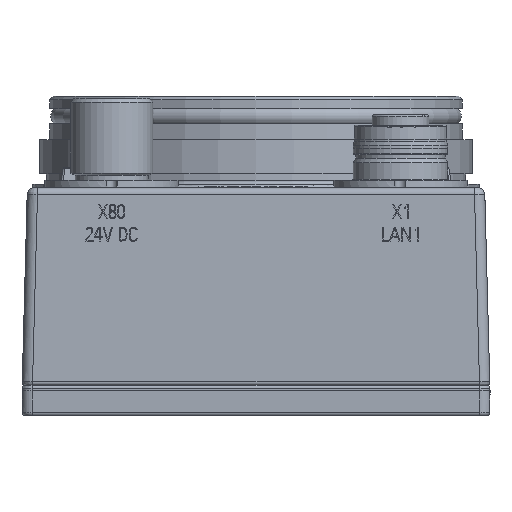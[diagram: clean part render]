
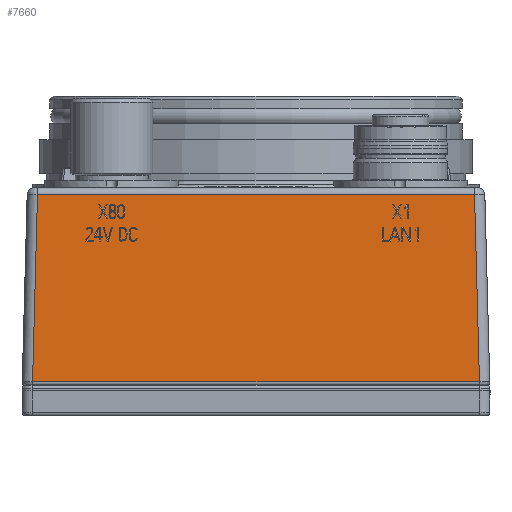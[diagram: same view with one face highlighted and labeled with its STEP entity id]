
A CAD part, front view. The second image highlights one B-rep face of the part: STEP entity #7660.
In plain terms, the highlighted planar face has unit normal (0, -1, 0.026).
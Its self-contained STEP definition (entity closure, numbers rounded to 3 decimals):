
#999 = CARTESIAN_POINT ( 'NONE',  ( -32.487, -53.031, 10.468 ) ) ;
#1017 = AXIS2_PLACEMENT_3D ( 'NONE', #34768, #29679, #48136 ) ;
#2456 = DIRECTION ( 'NONE',  ( 1., 0., 0. ) ) ;
#3073 = VECTOR ( 'NONE', #55914, 1000. ) ;
#6940 = DIRECTION ( 'NONE',  ( -1., 0., 0. ) ) ;
#7660 = ADVANCED_FACE ( 'NONE', ( #31516 ), #25246, .T. ) ;
#10697 = VERTEX_POINT ( 'NONE', #43216 ) ;
#11979 = ORIENTED_EDGE ( 'NONE', *, *, #41607, .T. ) ;
#17489 = LINE ( 'NONE', #24944, #29333 ) ;
#22329 = ORIENTED_EDGE ( 'NONE', *, *, #24336, .T. ) ;
#23185 = VECTOR ( 'NONE', #51027, 1000. ) ;
#23856 = LINE ( 'NONE', #31727, #23185 ) ;
#23864 = VERTEX_POINT ( 'NONE', #33878 ) ;
#24336 = EDGE_CURVE ( 'NONE', #26133, #39281, #17489, .T. ) ;
#24944 = CARTESIAN_POINT ( 'NONE',  ( 32.501, -53.031, 10.468 ) ) ;
#25246 = PLANE ( 'NONE',  #1017 ) ;
#25794 = EDGE_LOOP ( 'NONE', ( #31940, #22329, #11979, #37935 ) ) ;
#26133 = VERTEX_POINT ( 'NONE', #999 ) ;
#29241 = CARTESIAN_POINT ( 'NONE',  ( 0., -52.317, 37.746 ) ) ;
#29333 = VECTOR ( 'NONE', #2456, 1000. ) ;
#29679 = DIRECTION ( 'NONE',  ( 0., -1., 0.026 ) ) ;
#31516 = FACE_OUTER_BOUND ( 'NONE', #25794, .T. ) ;
#31727 = CARTESIAN_POINT ( 'NONE',  ( 32.702, -53.246, 2.251 ) ) ;
#31940 = ORIENTED_EDGE ( 'NONE', *, *, #47559, .T. ) ;
#33878 = CARTESIAN_POINT ( 'NONE',  ( -31.773, -52.317, 37.746 ) ) ;
#34768 = CARTESIAN_POINT ( 'NONE',  ( 0., -53.269, 1.395 ) ) ;
#35276 = VECTOR ( 'NONE', #6940, 1000. ) ;
#37655 = CARTESIAN_POINT ( 'NONE',  ( -32.702, -53.246, 2.251 ) ) ;
#37935 = ORIENTED_EDGE ( 'NONE', *, *, #44006, .T. ) ;
#39281 = VERTEX_POINT ( 'NONE', #44080 ) ;
#41558 = LINE ( 'NONE', #29241, #35276 ) ;
#41607 = EDGE_CURVE ( 'NONE', #39281, #10697, #23856, .T. ) ;
#43216 = CARTESIAN_POINT ( 'NONE',  ( 31.773, -52.317, 37.746 ) ) ;
#44006 = EDGE_CURVE ( 'NONE', #10697, #23864, #41558, .T. ) ;
#44080 = CARTESIAN_POINT ( 'NONE',  ( 32.487, -53.031, 10.468 ) ) ;
#47559 = EDGE_CURVE ( 'NONE', #23864, #26133, #57657, .T. ) ;
#48136 = DIRECTION ( 'NONE',  ( 0., -0.026, -1. ) ) ;
#51027 = DIRECTION ( 'NONE',  ( -0.026, 0.026, 0.999 ) ) ;
#55914 = DIRECTION ( 'NONE',  ( -0.026, -0.026, -0.999 ) ) ;
#57657 = LINE ( 'NONE', #37655, #3073 ) ;
